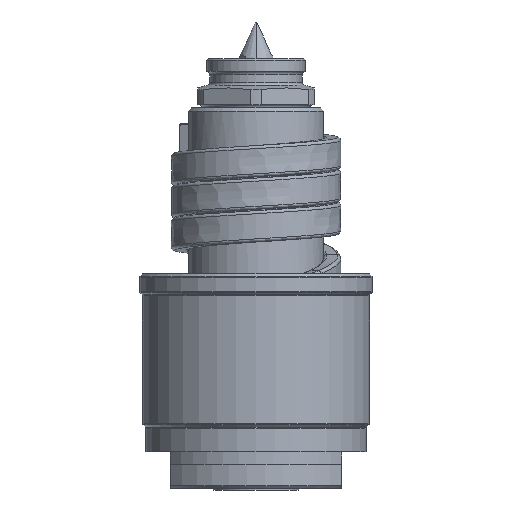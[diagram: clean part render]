
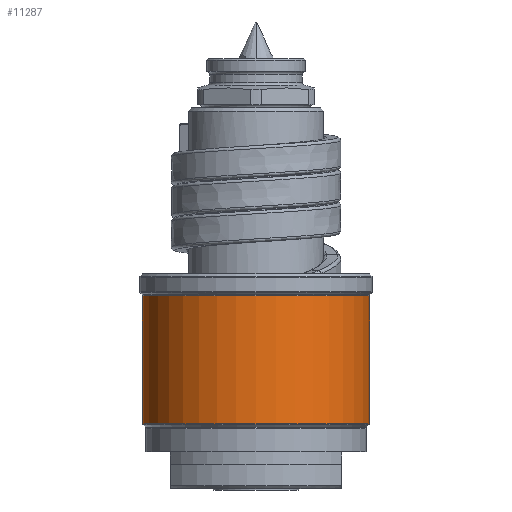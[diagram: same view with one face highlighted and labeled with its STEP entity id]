
A CAD part, front view. The second image highlights one B-rep face of the part: STEP entity #11287.
In plain terms, the highlighted cylindrical face has radius 18.5 mm (diameter 37 mm), a partial arc.
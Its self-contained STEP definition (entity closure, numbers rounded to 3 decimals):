
#3742=CARTESIAN_POINT('',(0.,0.,10.583));
#3743=DIRECTION('',(0.,0.,1.));
#3744=DIRECTION('',(-1.,0.,0.));
#3745=AXIS2_PLACEMENT_3D('',#3742,#3743,#3744);
#3747=DIRECTION('',(0.,0.,-1.));
#3748=VECTOR('',#3747,20.834);
#3749=CARTESIAN_POINT('',(-18.5,0.,31.417));
#3750=LINE('',#3749,#3748);
#3751=CARTESIAN_POINT('',(0.,0.,31.417));
#3752=DIRECTION('',(0.,0.,1.));
#3753=DIRECTION('',(-1.,0.,0.));
#3754=AXIS2_PLACEMENT_3D('',#3751,#3752,#3753);
#3756=DIRECTION('',(0.,0.,-1.));
#3757=VECTOR('',#3756,20.834);
#3758=CARTESIAN_POINT('',(18.5,0.,31.417));
#3759=LINE('',#3758,#3757);
#5655=CARTESIAN_POINT('',(18.5,0.,31.417));
#5656=CARTESIAN_POINT('',(-18.5,0.,31.417));
#5657=VERTEX_POINT('',#5655);
#5658=VERTEX_POINT('',#5656);
#5681=CARTESIAN_POINT('',(18.5,0.,10.583));
#5682=VERTEX_POINT('',#5681);
#5683=CARTESIAN_POINT('',(-18.5,0.,10.583));
#5684=VERTEX_POINT('',#5683);
#11275=CARTESIAN_POINT('',(0.,0.,8.75));
#11276=DIRECTION('',(0.,0.,1.));
#11277=DIRECTION('',(-1.,0.,0.));
#11278=AXIS2_PLACEMENT_3D('',#11275,#11276,#11277);
#11279=CYLINDRICAL_SURFACE('',#11278,18.5);
#11280=ORIENTED_EDGE('',*,*,#8980,.F.);
#11281=ORIENTED_EDGE('',*,*,#8961,.F.);
#11283=ORIENTED_EDGE('',*,*,#11282,.T.);
#11284=ORIENTED_EDGE('',*,*,#8957,.T.);
#11285=EDGE_LOOP('',(#11280,#11281,#11283,#11284));
#11286=FACE_OUTER_BOUND('',#11285,.F.);
#3746=CIRCLE('',#3745,18.5);
#3755=CIRCLE('',#3754,18.5);
#8957=EDGE_CURVE('',#5657,#5682,#3759,.T.);
#8961=EDGE_CURVE('',#5658,#5684,#3750,.T.);
#8980=EDGE_CURVE('',#5684,#5682,#3746,.T.);
#11282=EDGE_CURVE('',#5658,#5657,#3755,.T.);
#11287=ADVANCED_FACE('',(#11286),#11279,.T.);
